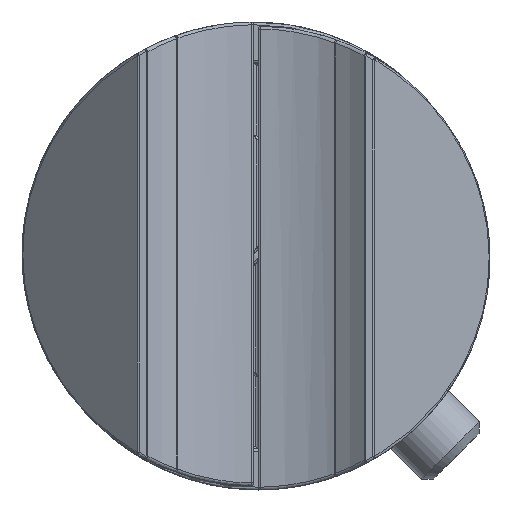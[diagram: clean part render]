
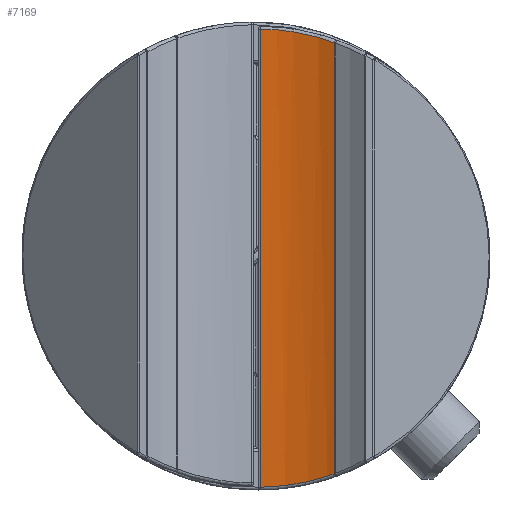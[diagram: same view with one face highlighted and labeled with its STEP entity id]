
A CAD part, front view. The second image highlights one B-rep face of the part: STEP entity #7169.
In plain terms, the highlighted cylindrical face has radius 14 mm (diameter 28 mm), a partial arc.
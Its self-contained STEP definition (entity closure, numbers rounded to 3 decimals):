
#668=B_SPLINE_CURVE_WITH_KNOTS('',3,(#11475,#11476,#11477,#11478,#11479,
#11480,#11481,#11482),.UNSPECIFIED.,.F.,.F.,(4,2,2,4),(0.,
0.002,0.003,0.007),
 .UNSPECIFIED.);
#669=B_SPLINE_CURVE_WITH_KNOTS('',3,(#11483,#11484,#11485,#11486,#11487,
#11488,#11489,#11490),.UNSPECIFIED.,.F.,.F.,(4,2,2,4),(0.,
0.002,0.003,0.007),
 .UNSPECIFIED.);
#779=LINE('',#10943,#1109);
#852=LINE('',#11474,#1182);
#1109=VECTOR('',#8701,31.049);
#1182=VECTOR('',#8894,33.598);
#1442=CYLINDRICAL_SURFACE('',#7756,14.);
#1646=FACE_OUTER_BOUND('',#2156,.T.);
#2156=EDGE_LOOP('',(#5089,#5090,#5091,#5092));
#3213=VERTEX_POINT('',#10926);
#3216=VERTEX_POINT('',#10936);
#3355=VERTEX_POINT('',#11472);
#3356=VERTEX_POINT('',#11473);
#3821=EDGE_CURVE('',#3213,#3216,#779,.T.);
#3981=EDGE_CURVE('',#3355,#3356,#852,.T.);
#3982=EDGE_CURVE('',#3356,#3213,#668,.T.);
#3983=EDGE_CURVE('',#3216,#3355,#669,.T.);
#5089=ORIENTED_EDGE('',*,*,#3981,.T.);
#5090=ORIENTED_EDGE('',*,*,#3982,.T.);
#5091=ORIENTED_EDGE('',*,*,#3821,.T.);
#5092=ORIENTED_EDGE('',*,*,#3983,.T.);
#7169=ADVANCED_FACE('',(#1646),#1442,.F.);
#7756=AXIS2_PLACEMENT_3D('',#11471,#8892,#8893);
#8701=DIRECTION('',(0.,0.,1.));
#8892=DIRECTION('center_axis',(0.,0.,
-1.));
#8893=DIRECTION('ref_axis',(1.,0.,0.));
#8894=DIRECTION('',(0.,0.,-1.));
#10926=CARTESIAN_POINT('',(6.482,12.333,-15.683));
#10936=CARTESIAN_POINT('',(6.482,12.333,15.366));
#10943=CARTESIAN_POINT('',(6.482,12.333,-24.2));
#11471=CARTESIAN_POINT('Origin',(-0.342,0.109,-24.2));
#11472=CARTESIAN_POINT('',(0.348,14.092,16.641));
#11473=CARTESIAN_POINT('',(0.348,14.092,-16.957));
#11474=CARTESIAN_POINT('',(0.348,14.092,-24.2));
#11475=CARTESIAN_POINT('Ctrl Pts',(0.348,14.092,-16.957));
#11476=CARTESIAN_POINT('Ctrl Pts',(0.901,14.065,-16.95));
#11477=CARTESIAN_POINT('Ctrl Pts',(1.447,14.005,-16.916));
#11478=CARTESIAN_POINT('Ctrl Pts',(2.526,13.823,-16.794));
#11479=CARTESIAN_POINT('Ctrl Pts',(3.061,13.7,-16.705));
#11480=CARTESIAN_POINT('Ctrl Pts',(4.61,13.248,-16.373));
#11481=CARTESIAN_POINT('Ctrl Pts',(5.575,12.839,-16.063));
#11482=CARTESIAN_POINT('Ctrl Pts',(6.482,12.333,-15.683));
#11483=CARTESIAN_POINT('Ctrl Pts',(6.482,12.333,15.366));
#11484=CARTESIAN_POINT('Ctrl Pts',(6.028,12.587,15.557));
#11485=CARTESIAN_POINT('Ctrl Pts',(5.558,12.816,15.73));
#11486=CARTESIAN_POINT('Ctrl Pts',(4.582,13.225,16.038));
#11487=CARTESIAN_POINT('Ctrl Pts',(4.074,13.405,16.173));
#11488=CARTESIAN_POINT('Ctrl Pts',(2.524,13.855,16.503));
#11489=CARTESIAN_POINT('Ctrl Pts',(1.456,14.037,16.627));
#11490=CARTESIAN_POINT('Ctrl Pts',(0.348,14.092,16.641));
